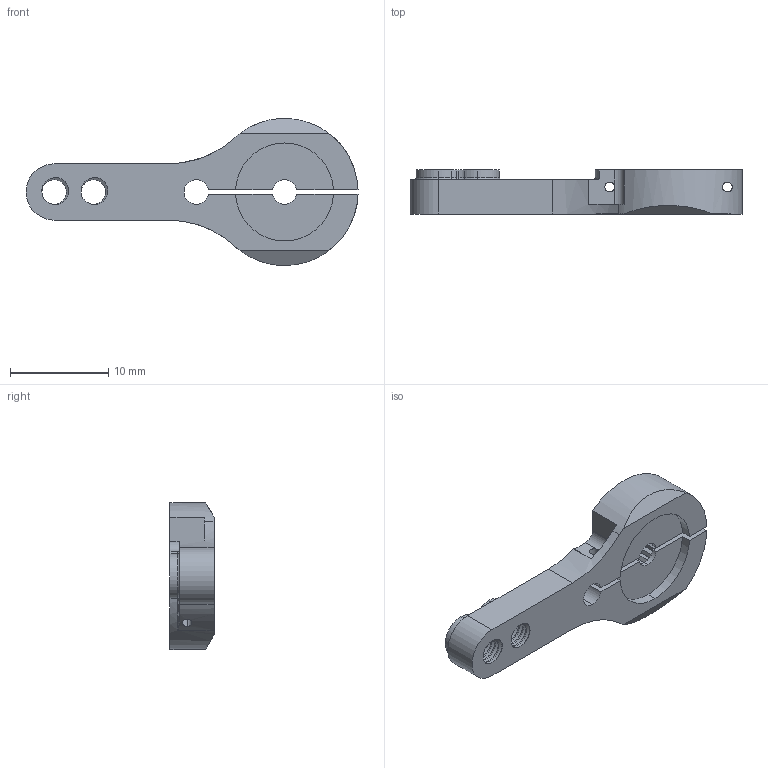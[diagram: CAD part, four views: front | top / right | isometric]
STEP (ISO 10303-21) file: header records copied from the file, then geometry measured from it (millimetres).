
FILE_DESCRIPTION (( 'STEP AP214' ), '1' );
FILE_NAME ('Servo_arm_25T.STEP', '2021-07-23T19:56:28', ( '' ), ( '' ), 'SwSTEP 2.0', 'SolidWorks 2020', '' );
FILE_SCHEMA (( 'AUTOMOTIVE_DESIGN' ));
Length unit declared in the file: millimetre
Products named in the file (1): Servo_arm_25T
Bounding box: 33.87 x 4.5 x 15 mm (x, y, z)
Volume: 908.6 mm3; surface area: 1237.4 mm2
Topology: 1 solids, 1 shells, 278 faces, 811 edges, 534 vertices
Faces by surface type: plane 184, cylinder 76, torus 12, bspline 6
Entity records: 11263 total; most frequent: CARTESIAN_POINT 4037, ORIENTED_EDGE 1622, DIRECTION 1370, EDGE_CURVE 811, VECTOR 612, LINE 612, VERTEX_POINT 534, AXIS2_PLACEMENT_3D 379
